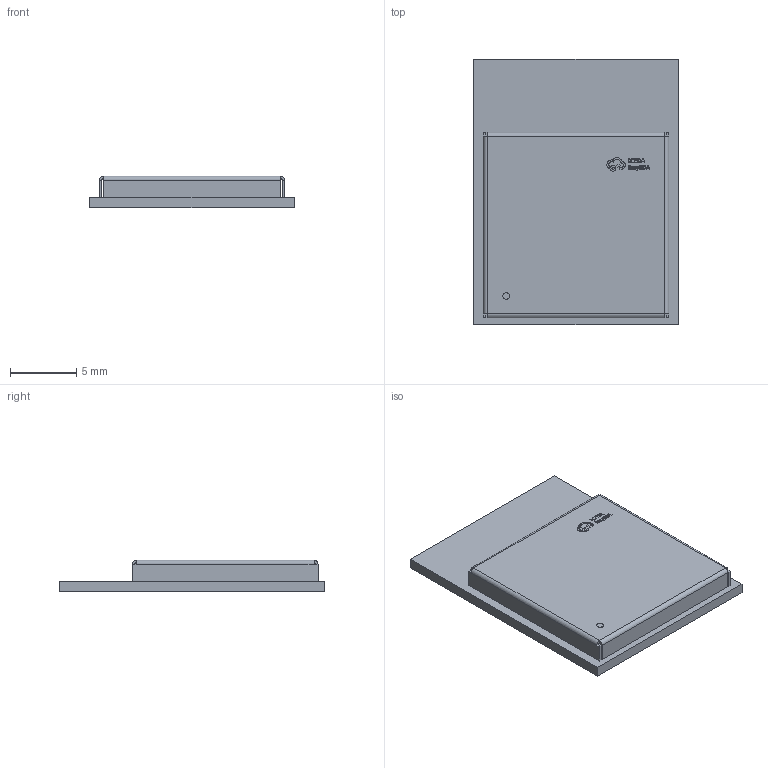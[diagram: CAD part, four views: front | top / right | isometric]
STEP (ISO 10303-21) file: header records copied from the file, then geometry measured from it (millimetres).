
FILE_DESCRIPTION (( 'STEP AP214' ), '1' );
FILE_NAME ('WIFI-SMD_ESP32-MINI-1-N4.step', '2022-07-15T04:50:43', ( '' ), ( '' ), 'SwSTEP 2.0', 'SolidWorks 2020', '' );
FILE_SCHEMA (( 'AUTOMOTIVE_DESIGN' ));
Length unit declared in the file: millimetre
Products named in the file (1): WIFI-SMD_ESP32-MINI-1-N4
Bounding box: 15.4 x 20 x 2.4 mm (x, y, z)
Volume: 299.9 mm3; surface area: 1223.6 mm2
Topology: 15 solids, 15 shells, 413 faces, 1167 edges, 865 vertices
Faces by surface type: plane 291, bspline 112, cylinder 10
Entity records: 18398 total; most frequent: CARTESIAN_POINT 4162, ORIENTED_EDGE 2334, DIRECTION 1520, EDGE_CURVE 1167, LINE 876, VECTOR 876, VERTEX_POINT 865, EDGE_LOOP 506
